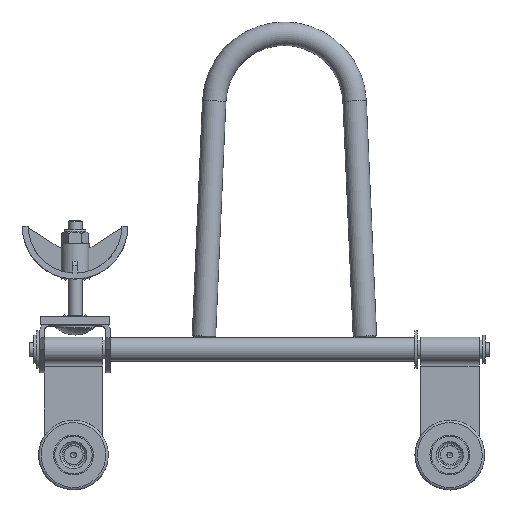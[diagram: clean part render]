
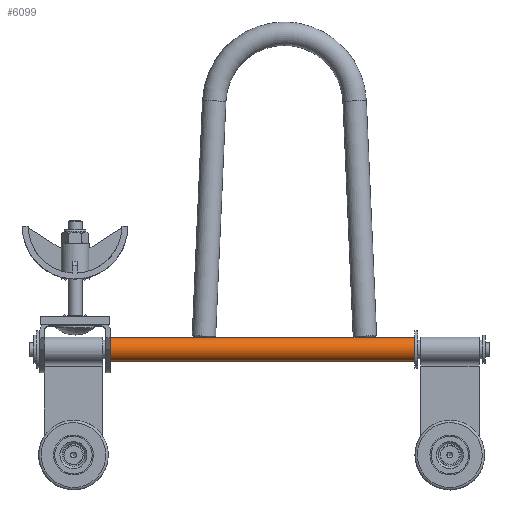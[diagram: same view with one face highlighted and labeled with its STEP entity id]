
A CAD part, top view. The second image highlights one B-rep face of the part: STEP entity #6099.
In plain terms, the highlighted cylindrical face has radius 5 mm (diameter 10 mm), a full revolution.
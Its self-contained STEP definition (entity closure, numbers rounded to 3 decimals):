
#751=FACE_OUTER_BOUND('',#1189,.T.);
#1189=EDGE_LOOP('',(#5333,#5334,#5335,#5336));
#1705=LINE('',#10961,#2193);
#2193=VECTOR('',#8388,5.);
#2368=CIRCLE('',#6387,5.);
#2393=CIRCLE('',#6424,5.);
#2706=VERTEX_POINT('',#9256);
#2757=VERTEX_POINT('',#9377);
#3312=EDGE_CURVE('',#2706,#2706,#2368,.T.);
#3370=EDGE_CURVE('',#2757,#2757,#2393,.T.);
#3819=EDGE_CURVE('',#2706,#2757,#1705,.T.);
#5333=ORIENTED_EDGE('',*,*,#3312,.F.);
#5334=ORIENTED_EDGE('',*,*,#3819,.T.);
#5335=ORIENTED_EDGE('',*,*,#3370,.T.);
#5336=ORIENTED_EDGE('',*,*,#3819,.F.);
#5778=CYLINDRICAL_SURFACE('',#6744,5.);
#6099=ADVANCED_FACE('',(#751),#5778,.T.);
#6387=AXIS2_PLACEMENT_3D('',#9257,#7345,#7346);
#6424=AXIS2_PLACEMENT_3D('',#9378,#7452,#7453);
#6744=AXIS2_PLACEMENT_3D('',#10960,#8386,#8387);
#7345=DIRECTION('center_axis',(1.,0.,0.));
#7346=DIRECTION('ref_axis',(0.,1.,0.));
#7452=DIRECTION('center_axis',(1.,0.,0.));
#7453=DIRECTION('ref_axis',(0.,1.,0.));
#8386=DIRECTION('center_axis',(1.,0.,0.));
#8387=DIRECTION('ref_axis',(0.,1.,0.));
#8388=DIRECTION('',(-1.,0.,0.));
#9256=CARTESIAN_POINT('',(66.25,-70.,0.));
#9257=CARTESIAN_POINT('Origin',(66.25,-65.,0.));
#9377=CARTESIAN_POINT('',(-63.75,-70.,0.));
#9378=CARTESIAN_POINT('Origin',(-63.75,-65.,0.));
#10960=CARTESIAN_POINT('Origin',(1.25,-65.,0.));
#10961=CARTESIAN_POINT('',(1.25,-70.,0.));
